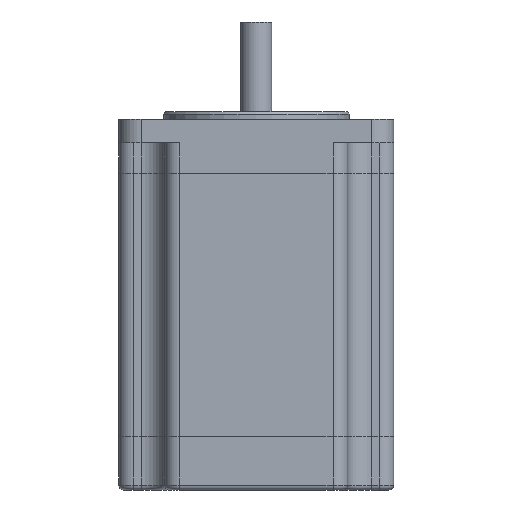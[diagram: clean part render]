
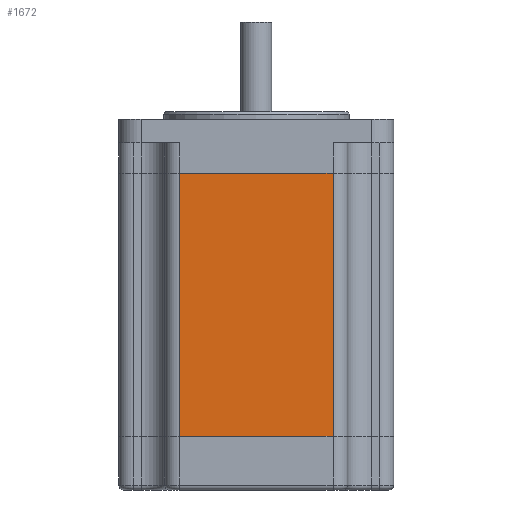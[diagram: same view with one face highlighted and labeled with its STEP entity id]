
A CAD part, front view. The second image highlights one B-rep face of the part: STEP entity #1672.
In plain terms, the highlighted planar face has unit normal (0, -1, 0).
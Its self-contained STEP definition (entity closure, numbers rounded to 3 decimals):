
#442 = VERTEX_POINT ( 'NONE', #546 ) ;
#486 = ORIENTED_EDGE ( 'NONE', *, *, #8538, .T. ) ;
#546 = CARTESIAN_POINT ( 'NONE',  ( 15.75, -28.2, -54. ) ) ;
#905 = CARTESIAN_POINT ( 'NONE',  ( -15.75, -28.2, -54. ) ) ;
#1023 = LINE ( 'NONE', #8676, #5611 ) ;
#1292 = ORIENTED_EDGE ( 'NONE', *, *, #3157, .T. ) ;
#1396 = DIRECTION ( 'NONE',  ( 0., 0., 1. ) ) ;
#1672 = ADVANCED_FACE ( 'NONE', ( #7551 ), #10241, .F. ) ;
#1739 = CARTESIAN_POINT ( 'NONE',  ( -15.75, -28.2, 0. ) ) ;
#1932 = VECTOR ( 'NONE', #5356, 1000. ) ;
#2004 = VERTEX_POINT ( 'NONE', #8058 ) ;
#2466 = EDGE_LOOP ( 'NONE', ( #5686, #486, #9451, #1292 ) ) ;
#3087 = LINE ( 'NONE', #7866, #5324 ) ;
#3157 = EDGE_CURVE ( 'NONE', #2004, #4833, #1023, .T. ) ;
#3312 = EDGE_CURVE ( 'NONE', #8050, #4833, #7640, .T. ) ;
#3989 = CARTESIAN_POINT ( 'NONE',  ( -15.75, -28.2, -133.762 ) ) ;
#4442 = LINE ( 'NONE', #7686, #1932 ) ;
#4833 = VERTEX_POINT ( 'NONE', #1739 ) ;
#5324 = VECTOR ( 'NONE', #1396, 1000. ) ;
#5356 = DIRECTION ( 'NONE',  ( 1., 0., 0. ) ) ;
#5611 = VECTOR ( 'NONE', #9582, 1000. ) ;
#5686 = ORIENTED_EDGE ( 'NONE', *, *, #3312, .F. ) ;
#6240 = DIRECTION ( 'NONE',  ( -1., 0., 0. ) ) ;
#7551 = FACE_OUTER_BOUND ( 'NONE', #2466, .T. ) ;
#7640 = LINE ( 'NONE', #3989, #9647 ) ;
#7686 = CARTESIAN_POINT ( 'NONE',  ( 15.75, -28.2, -54. ) ) ;
#7781 = EDGE_CURVE ( 'NONE', #442, #2004, #3087, .T. ) ;
#7866 = CARTESIAN_POINT ( 'NONE',  ( 15.75, -28.2, -133.762 ) ) ;
#8050 = VERTEX_POINT ( 'NONE', #905 ) ;
#8058 = CARTESIAN_POINT ( 'NONE',  ( 15.75, -28.2, 0. ) ) ;
#8068 = AXIS2_PLACEMENT_3D ( 'NONE', #8641, #8749, #6240 ) ;
#8538 = EDGE_CURVE ( 'NONE', #8050, #442, #4442, .T. ) ;
#8641 = CARTESIAN_POINT ( 'NONE',  ( 15.75, -28.2, -133.762 ) ) ;
#8676 = CARTESIAN_POINT ( 'NONE',  ( 15.75, -28.2, 0. ) ) ;
#8749 = DIRECTION ( 'NONE',  ( 0., 1., 0. ) ) ;
#8858 = DIRECTION ( 'NONE',  ( 0., 0., 1. ) ) ;
#9451 = ORIENTED_EDGE ( 'NONE', *, *, #7781, .T. ) ;
#9582 = DIRECTION ( 'NONE',  ( -1., 0., 0. ) ) ;
#9647 = VECTOR ( 'NONE', #8858, 1000. ) ;
#10241 = PLANE ( 'NONE',  #8068 ) ;
